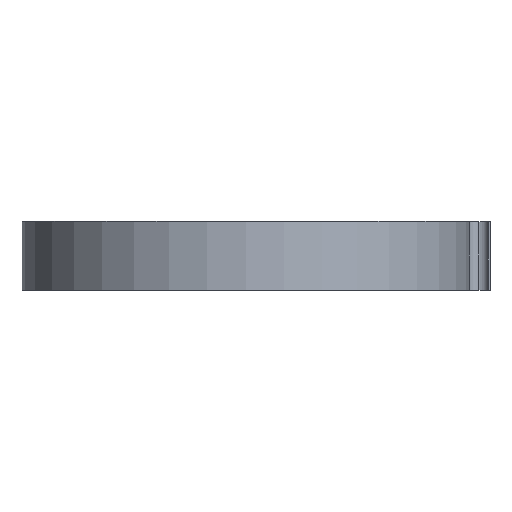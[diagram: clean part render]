
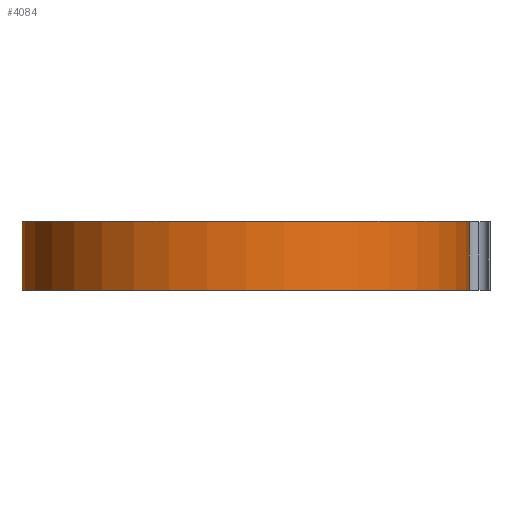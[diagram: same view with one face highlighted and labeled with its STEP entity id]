
A CAD part, top view. The second image highlights one B-rep face of the part: STEP entity #4084.
In plain terms, the highlighted cylindrical face has radius 58.499 mm (diameter 116.998 mm), a partial arc.
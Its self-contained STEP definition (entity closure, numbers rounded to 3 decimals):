
#510 = CARTESIAN_POINT ( 'NONE',  ( -58.499, 0., 0. ) ) ;
#822 = ORIENTED_EDGE ( 'NONE', *, *, #3629, .F. ) ;
#948 = CARTESIAN_POINT ( 'NONE',  ( -58.499, 18., 0. ) ) ;
#1048 = CARTESIAN_POINT ( 'NONE',  ( 0., 0., 0. ) ) ;
#1107 = DIRECTION ( 'NONE',  ( 0., 0., -1. ) ) ;
#1217 = EDGE_CURVE ( 'NONE', #6014, #5958, #3541, .T. ) ;
#1488 = DIRECTION ( 'NONE',  ( 0., -1., 0. ) ) ;
#1554 = CARTESIAN_POINT ( 'NONE',  ( 0., 18., 0. ) ) ;
#1577 = CYLINDRICAL_SURFACE ( 'NONE', #1717, 58.499 ) ;
#1717 = AXIS2_PLACEMENT_3D ( 'NONE', #3667, #3739, #1107 ) ;
#1798 = ORIENTED_EDGE ( 'NONE', *, *, #2784, .T. ) ;
#2418 = VERTEX_POINT ( 'NONE', #510 ) ;
#2564 = AXIS2_PLACEMENT_3D ( 'NONE', #1554, #6610, #6098 ) ;
#2665 = EDGE_LOOP ( 'NONE', ( #6234, #4851, #822, #1798 ) ) ;
#2784 = EDGE_CURVE ( 'NONE', #3237, #2418, #4169, .T. ) ;
#3101 = DIRECTION ( 'NONE',  ( 0., 1., 0. ) ) ;
#3164 = FACE_OUTER_BOUND ( 'NONE', #2665, .T. ) ;
#3237 = VERTEX_POINT ( 'NONE', #948 ) ;
#3383 = CARTESIAN_POINT ( 'NONE',  ( 58.499, 0., 0. ) ) ;
#3506 = EDGE_CURVE ( 'NONE', #2418, #5958, #5034, .T. ) ;
#3541 = LINE ( 'NONE', #6612, #4439 ) ;
#3629 = EDGE_CURVE ( 'NONE', #3237, #6014, #4064, .T. ) ;
#3667 = CARTESIAN_POINT ( 'NONE',  ( 0., 18., 0. ) ) ;
#3739 = DIRECTION ( 'NONE',  ( 0., -1., 0. ) ) ;
#4030 = CARTESIAN_POINT ( 'NONE',  ( 58.499, 18., 0. ) ) ;
#4064 = CIRCLE ( 'NONE', #2564, 58.499 ) ;
#4084 = ADVANCED_FACE ( 'NONE', ( #3164 ), #1577, .T. ) ;
#4169 = LINE ( 'NONE', #6693, #6105 ) ;
#4439 = VECTOR ( 'NONE', #1488, 1000. ) ;
#4605 = AXIS2_PLACEMENT_3D ( 'NONE', #1048, #3101, #5687 ) ;
#4608 = DIRECTION ( 'NONE',  ( 0., -1., 0. ) ) ;
#4851 = ORIENTED_EDGE ( 'NONE', *, *, #1217, .F. ) ;
#5034 = CIRCLE ( 'NONE', #4605, 58.499 ) ;
#5687 = DIRECTION ( 'NONE',  ( 1., 0., 0. ) ) ;
#5958 = VERTEX_POINT ( 'NONE', #3383 ) ;
#6014 = VERTEX_POINT ( 'NONE', #4030 ) ;
#6098 = DIRECTION ( 'NONE',  ( 1., 0., 0. ) ) ;
#6105 = VECTOR ( 'NONE', #4608, 1000. ) ;
#6234 = ORIENTED_EDGE ( 'NONE', *, *, #3506, .T. ) ;
#6610 = DIRECTION ( 'NONE',  ( 0., 1., 0. ) ) ;
#6612 = CARTESIAN_POINT ( 'NONE',  ( 58.499, 18., 0. ) ) ;
#6693 = CARTESIAN_POINT ( 'NONE',  ( -58.499, 18., 0. ) ) ;
